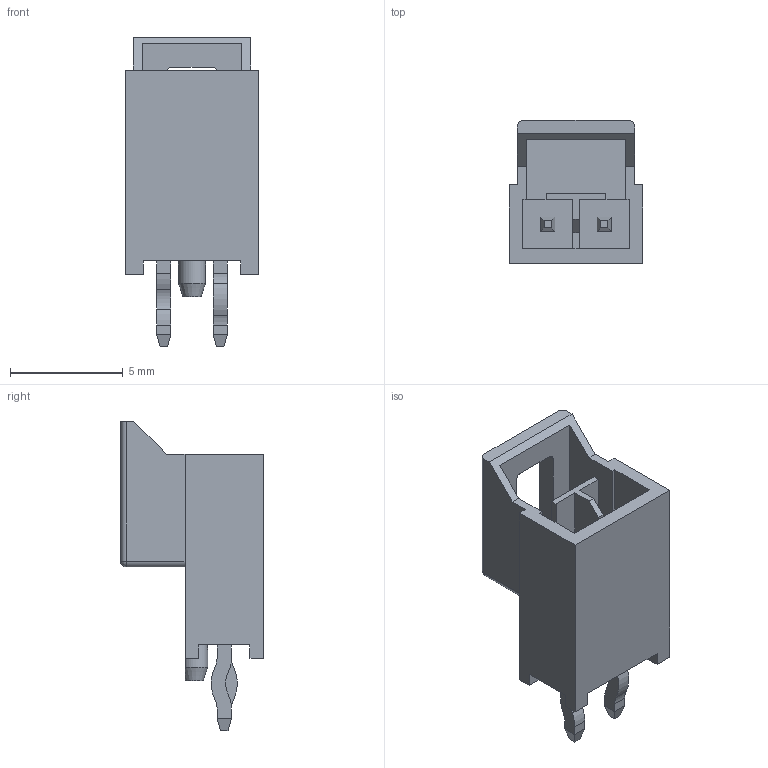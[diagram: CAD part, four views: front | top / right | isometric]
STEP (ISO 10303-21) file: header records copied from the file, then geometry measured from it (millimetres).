
FILE_DESCRIPTION( ( 'STEP AP214' ), '1' );
FILE_NAME( 'psolqas07391510022.stp', '2019-02-18T06:39:15', ( '' ), ( '' ), ' ', 'PARTsolutions', ' ' );
FILE_SCHEMA( ( 'AUTOMOTIVE_DESIGN { 1 0 10303 214 1 1 1 1 }' ) );
Length unit declared in the file: metre
Products named in the file (1): 1
Bounding box: 5.94 x 6.34 x 13.71 mm (x, y, z)
Volume: 145.7 mm3; surface area: 467.5 mm2
Topology: 1 solids, 1 shells, 113 faces, 302 edges, 193 vertices
Faces by surface type: plane 89, cylinder 21, sphere 2, cone 1
Entity records: 3492 total; most frequent: CARTESIAN_POINT 627, ORIENTED_EDGE 604, DIRECTION 571, EDGE_CURVE 302, LINE 257, VECTOR 257, VERTEX_POINT 193, AXIS2_PLACEMENT_3D 157
